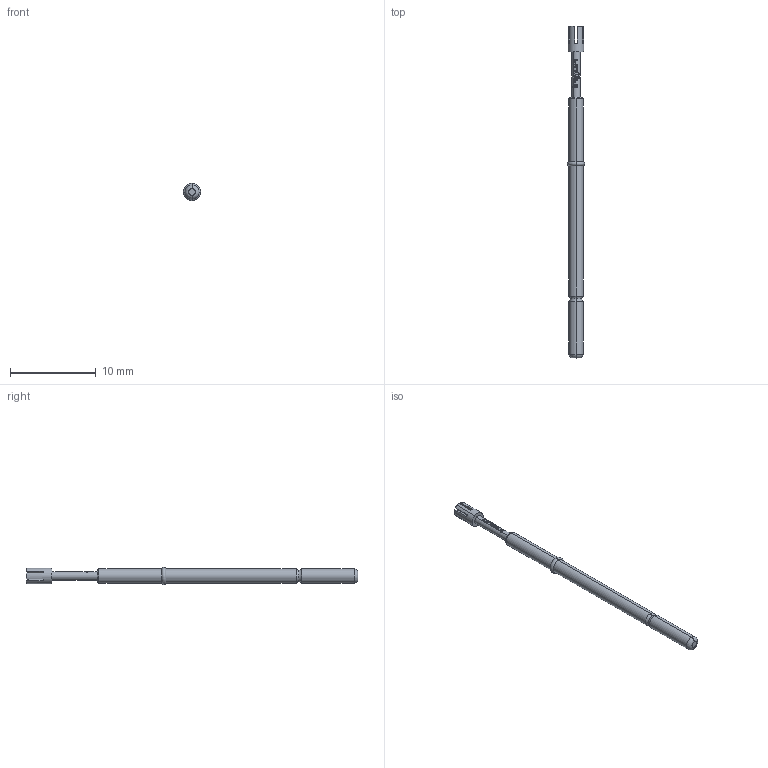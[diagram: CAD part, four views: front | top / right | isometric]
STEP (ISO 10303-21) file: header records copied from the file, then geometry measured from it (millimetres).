
FILE_DESCRIPTION (( 'STEP AP203' ), '1' );
FILE_NAME ('INGUN_GKS-112_319_180_A_xx08.STEP', '2020-08-19T16:30:53', ( '' ), ( '' ), 'SwSTEP 2.0', 'SolidWorks 2018', '' );
FILE_SCHEMA (( 'CONFIG_CONTROL_DESIGN' ));
Length unit declared in the file: millimetre
Products named in the file (1): INGUN_GKS-112_319_180_A_xx08
Bounding box: 2 x 38.7 x 2 mm (x, y, z)
Volume: 74 mm3; surface area: 210 mm2
Topology: 1 solids, 1 shells, 118 faces, 308 edges, 200 vertices
Faces by surface type: bspline 47, plane 31, cylinder 16, cone 16, torus 8
Entity records: 4737 total; most frequent: CARTESIAN_POINT 2270, ORIENTED_EDGE 616, EDGE_CURVE 308, DIRECTION 296, B_SPLINE_CURVE_WITH_KNOTS 210, VERTEX_POINT 200, AXIS2_PLACEMENT_3D 126, EDGE_LOOP 126
